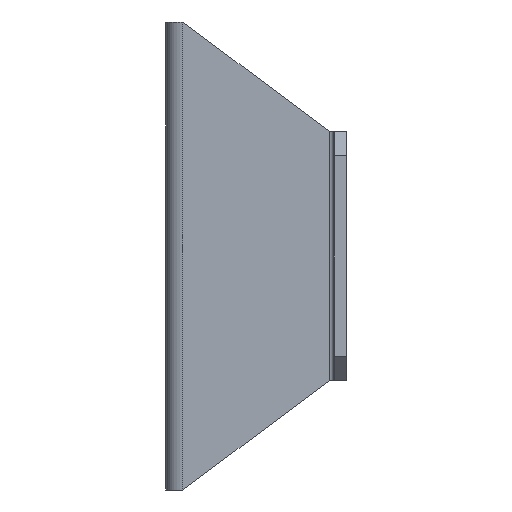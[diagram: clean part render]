
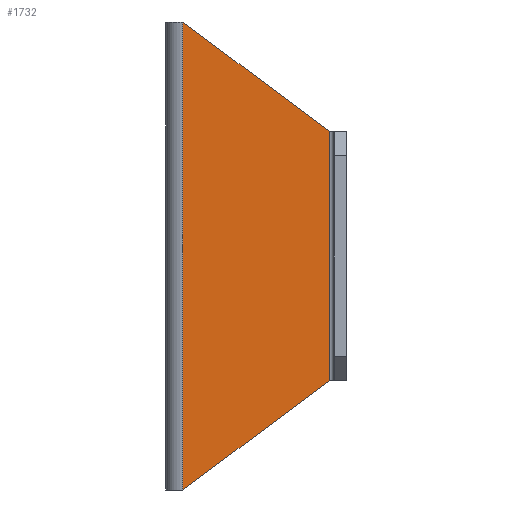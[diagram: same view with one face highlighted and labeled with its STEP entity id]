
A CAD part, left-side view. The second image highlights one B-rep face of the part: STEP entity #1732.
In plain terms, the highlighted planar face has unit normal (-1, 0, 0).
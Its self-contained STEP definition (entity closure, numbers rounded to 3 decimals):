
#29 = EDGE_CURVE ( 'NONE', #2645, #3809, #1873, .T. ) ;
#326 = CARTESIAN_POINT ( 'NONE',  ( -12.695, 3.68, 4.765 ) ) ;
#494 = DIRECTION ( 'NONE',  ( 0., 0., -1. ) ) ;
#608 = ORIENTED_EDGE ( 'NONE', *, *, #3140, .T. ) ;
#685 = EDGE_LOOP ( 'NONE', ( #3635, #608, #3101, #3190 ) ) ;
#686 = CARTESIAN_POINT ( 'NONE',  ( -12.695, 3.33, -4.765 ) ) ;
#916 = VERTEX_POINT ( 'NONE', #686 ) ;
#968 = CARTESIAN_POINT ( 'NONE',  ( -12.695, 3.33, 4.765 ) ) ;
#1024 = CARTESIAN_POINT ( 'NONE',  ( -12.695, -1.014, -1.522 ) ) ;
#1042 = EDGE_CURVE ( 'NONE', #2645, #2454, #2054, .T. ) ;
#1067 = VECTOR ( 'NONE', #1878, 1000. ) ;
#1100 = LINE ( 'NONE', #968, #2605 ) ;
#1270 = DIRECTION ( 'NONE',  ( 0., 0., -1. ) ) ;
#1373 = CARTESIAN_POINT ( 'NONE',  ( -12.695, 0.35, 4.765 ) ) ;
#1530 = LINE ( 'NONE', #1024, #2089 ) ;
#1732 = ADVANCED_FACE ( 'NONE', ( #2524 ), #1822, .T. ) ;
#1822 = PLANE ( 'NONE',  #3716 ) ;
#1864 = CARTESIAN_POINT ( 'NONE',  ( -12.695, 3.555, 4.933 ) ) ;
#1873 = LINE ( 'NONE', #1864, #1067 ) ;
#1878 = DIRECTION ( 'NONE',  ( 0., 0.801, 0.598 ) ) ;
#2054 = LINE ( 'NONE', #1373, #3258 ) ;
#2089 = VECTOR ( 'NONE', #3452, 1000. ) ;
#2412 = EDGE_CURVE ( 'NONE', #3809, #916, #1100, .T. ) ;
#2454 = VERTEX_POINT ( 'NONE', #3438 ) ;
#2524 = FACE_OUTER_BOUND ( 'NONE', #685, .T. ) ;
#2605 = VECTOR ( 'NONE', #1270, 1000. ) ;
#2645 = VERTEX_POINT ( 'NONE', #2990 ) ;
#2990 = CARTESIAN_POINT ( 'NONE',  ( -12.695, 0.35, 2.54 ) ) ;
#3101 = ORIENTED_EDGE ( 'NONE', *, *, #1042, .F. ) ;
#3140 = EDGE_CURVE ( 'NONE', #916, #2454, #1530, .T. ) ;
#3190 = ORIENTED_EDGE ( 'NONE', *, *, #29, .T. ) ;
#3258 = VECTOR ( 'NONE', #494, 1000. ) ;
#3269 = DIRECTION ( 'NONE',  ( -1., 0., 0. ) ) ;
#3438 = CARTESIAN_POINT ( 'NONE',  ( -12.695, 0.35, -2.54 ) ) ;
#3452 = DIRECTION ( 'NONE',  ( 0., -0.801, 0.598 ) ) ;
#3581 = DIRECTION ( 'NONE',  ( 0., 0., -1. ) ) ;
#3635 = ORIENTED_EDGE ( 'NONE', *, *, #2412, .T. ) ;
#3716 = AXIS2_PLACEMENT_3D ( 'NONE', #326, #3269, #3581 ) ;
#3730 = CARTESIAN_POINT ( 'NONE',  ( -12.695, 3.33, 4.765 ) ) ;
#3809 = VERTEX_POINT ( 'NONE', #3730 ) ;
